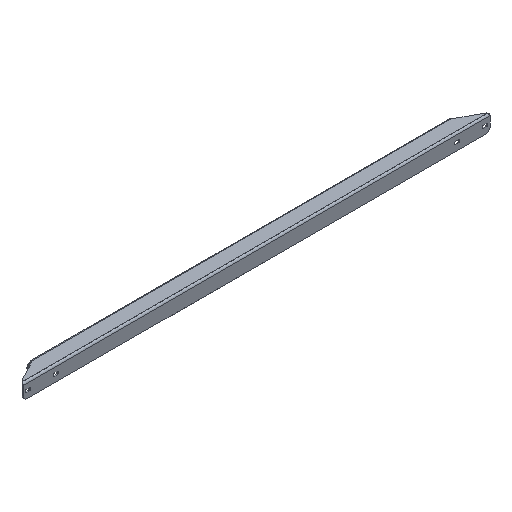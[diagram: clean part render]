
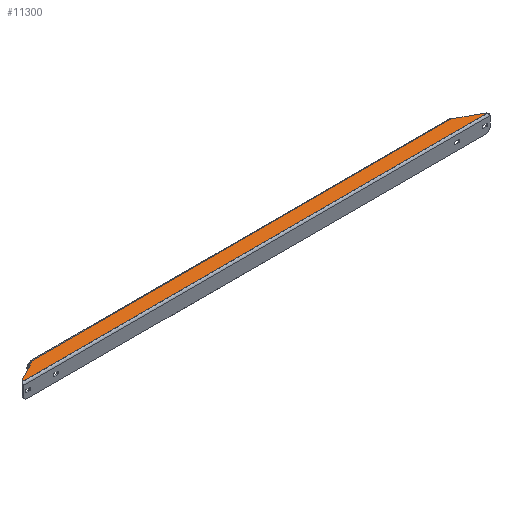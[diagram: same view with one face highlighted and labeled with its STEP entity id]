
A CAD part, isometric view. The second image highlights one B-rep face of the part: STEP entity #11300.
In plain terms, the highlighted planar face has unit normal (0, 0, 1).
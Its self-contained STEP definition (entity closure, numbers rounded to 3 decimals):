
#158 = VERTEX_POINT ( 'NONE', #328 ) ;
#328 = CARTESIAN_POINT ( 'NONE',  ( 475.188, 4.819, 16. ) ) ;
#602 = LINE ( 'NONE', #6759, #13123 ) ;
#797 = DIRECTION ( 'NONE',  ( -1., 0., 0. ) ) ;
#999 = VERTEX_POINT ( 'NONE', #3267 ) ;
#1250 = CIRCLE ( 'NONE', #8980, 10. ) ;
#1429 = CARTESIAN_POINT ( 'NONE',  ( -440.5, 34.55, 16. ) ) ;
#1454 = DIRECTION ( 'NONE',  ( 0., 0., -1. ) ) ;
#1486 = VERTEX_POINT ( 'NONE', #2226 ) ;
#1745 = DIRECTION ( 'NONE',  ( 0., 0., 1. ) ) ;
#1904 = LINE ( 'NONE', #13981, #8685 ) ;
#2101 = CARTESIAN_POINT ( 'NONE',  ( 470.5, -4.014, 16. ) ) ;
#2226 = CARTESIAN_POINT ( 'NONE',  ( 435.812, 25.717, 16. ) ) ;
#2347 = VERTEX_POINT ( 'NONE', #17856 ) ;
#2401 = DIRECTION ( 'NONE',  ( -0.883, -0.469, 0. ) ) ;
#2979 = CARTESIAN_POINT ( 'NONE',  ( 0., 0., 16. ) ) ;
#3267 = CARTESIAN_POINT ( 'NONE',  ( -432.51, 28.536, 16. ) ) ;
#3718 = LINE ( 'NONE', #7149, #14097 ) ;
#3740 = DIRECTION ( 'NONE',  ( -1., 0., 0. ) ) ;
#3849 = AXIS2_PLACEMENT_3D ( 'NONE', #1429, #7584, #13720 ) ;
#4011 = ORIENTED_EDGE ( 'NONE', *, *, #11701, .T. ) ;
#5323 = EDGE_CURVE ( 'NONE', #19746, #158, #1250, .T. ) ;
#6630 = CARTESIAN_POINT ( 'NONE',  ( 480.5, 28.536, 16. ) ) ;
#6634 = DIRECTION ( 'NONE',  ( 0., 0., 1. ) ) ;
#6745 = ORIENTED_EDGE ( 'NONE', *, *, #15830, .T. ) ;
#6759 = CARTESIAN_POINT ( 'NONE',  ( 106.424, 200.529, 16. ) ) ;
#6881 = ORIENTED_EDGE ( 'NONE', *, *, #14634, .T. ) ;
#7149 = CARTESIAN_POINT ( 'NONE',  ( -106.424, 200.529, 16. ) ) ;
#7584 = DIRECTION ( 'NONE',  ( 0., 0., -1. ) ) ;
#7597 = CARTESIAN_POINT ( 'NONE',  ( -470.5, -4.014, 16. ) ) ;
#8178 = EDGE_CURVE ( 'NONE', #19746, #2347, #1904, .T. ) ;
#8685 = VECTOR ( 'NONE', #11270, 1000. ) ;
#8720 = EDGE_LOOP ( 'NONE', ( #8854, #17608, #10400, #18468, #6881, #4011, #6745, #17158 ) ) ;
#8854 = ORIENTED_EDGE ( 'NONE', *, *, #8178, .F. ) ;
#8980 = AXIS2_PLACEMENT_3D ( 'NONE', #2101, #6634, #797 ) ;
#9096 = EDGE_CURVE ( 'NONE', #18489, #2347, #18604, .T. ) ;
#9466 = LINE ( 'NONE', #6630, #19916 ) ;
#10233 = AXIS2_PLACEMENT_3D ( 'NONE', #7597, #1745, #15634 ) ;
#10400 = ORIENTED_EDGE ( 'NONE', *, *, #10625, .T. ) ;
#10495 = CARTESIAN_POINT ( 'NONE',  ( -475.188, 4.819, 16. ) ) ;
#10625 = EDGE_CURVE ( 'NONE', #158, #1486, #602, .T. ) ;
#10644 = DIRECTION ( 'NONE',  ( -1., 0., 0. ) ) ;
#11270 = DIRECTION ( 'NONE',  ( -1., 0., 0. ) ) ;
#11300 = ADVANCED_FACE ( 'NONE', ( #18007 ), #13654, .F. ) ;
#11701 = EDGE_CURVE ( 'NONE', #999, #16864, #15743, .T. ) ;
#12184 = AXIS2_PLACEMENT_3D ( 'NONE', #2979, #1454, #10644 ) ;
#12900 = DIRECTION ( 'NONE',  ( -0.883, 0.469, 0. ) ) ;
#13123 = VECTOR ( 'NONE', #12900, 1000. ) ;
#13277 = CIRCLE ( 'NONE', #17131, 10. ) ;
#13654 = PLANE ( 'NONE',  #12184 ) ;
#13720 = DIRECTION ( 'NONE',  ( -1., 0., 0. ) ) ;
#13981 = CARTESIAN_POINT ( 'NONE',  ( -480.5, 2., 16. ) ) ;
#14097 = VECTOR ( 'NONE', #2401, 1000. ) ;
#14634 = EDGE_CURVE ( 'NONE', #15474, #999, #9466, .T. ) ;
#15025 = CARTESIAN_POINT ( 'NONE',  ( -435.812, 25.717, 16. ) ) ;
#15027 = CARTESIAN_POINT ( 'NONE',  ( 478.49, 2., 16. ) ) ;
#15474 = VERTEX_POINT ( 'NONE', #16224 ) ;
#15634 = DIRECTION ( 'NONE',  ( -1., 0., 0. ) ) ;
#15743 = CIRCLE ( 'NONE', #3849, 10. ) ;
#15830 = EDGE_CURVE ( 'NONE', #16864, #18489, #3718, .T. ) ;
#15929 = CARTESIAN_POINT ( 'NONE',  ( 440.5, 34.55, 16. ) ) ;
#16224 = CARTESIAN_POINT ( 'NONE',  ( 432.51, 28.536, 16. ) ) ;
#16864 = VERTEX_POINT ( 'NONE', #15025 ) ;
#17131 = AXIS2_PLACEMENT_3D ( 'NONE', #15929, #17546, #3740 ) ;
#17158 = ORIENTED_EDGE ( 'NONE', *, *, #9096, .T. ) ;
#17216 = DIRECTION ( 'NONE',  ( -1., 0., 0. ) ) ;
#17546 = DIRECTION ( 'NONE',  ( 0., 0., -1. ) ) ;
#17608 = ORIENTED_EDGE ( 'NONE', *, *, #5323, .T. ) ;
#17856 = CARTESIAN_POINT ( 'NONE',  ( -478.49, 2., 16. ) ) ;
#18007 = FACE_OUTER_BOUND ( 'NONE', #8720, .T. ) ;
#18468 = ORIENTED_EDGE ( 'NONE', *, *, #18862, .T. ) ;
#18489 = VERTEX_POINT ( 'NONE', #10495 ) ;
#18604 = CIRCLE ( 'NONE', #10233, 10. ) ;
#18862 = EDGE_CURVE ( 'NONE', #1486, #15474, #13277, .T. ) ;
#19746 = VERTEX_POINT ( 'NONE', #15027 ) ;
#19916 = VECTOR ( 'NONE', #17216, 1000. ) ;
